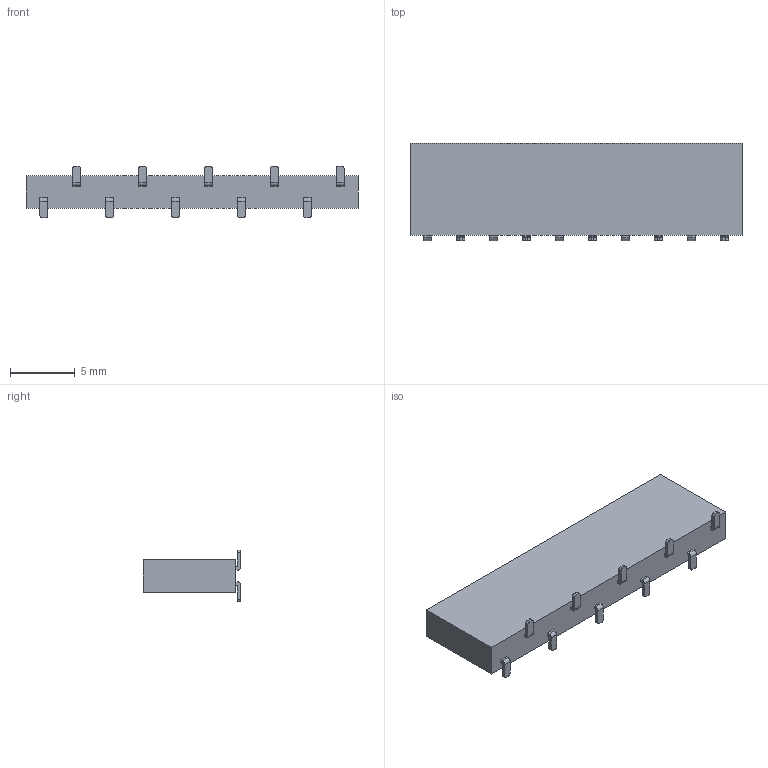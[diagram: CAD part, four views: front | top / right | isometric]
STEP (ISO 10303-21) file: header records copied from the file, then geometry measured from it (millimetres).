
FILE_DESCRIPTION( ('This file contains a STEP AP42 implementation' ,'as created by ZW3D STEP Interface translator.') ,'2;1' );
FILE_NAME( '2171-1XXMXXCUNX2.stp' ,'23 5 3. 85419', (''), ('ZWCAD Software Co.'), 'Version 1.0', 'ZW3D to STEP translator', '' );
FILE_SCHEMA(('AUTOMOTIVE_DESIGN { 1 0 10303 214 1 1 1 1 }'));
Length unit declared in the file: millimetre
Products named in the file (2): 0; 2171-120MXXCUNX1001
Bounding box: 25.6 x 7.5 x 4 mm (x, y, z)
Volume: 326.4 mm3; surface area: 1275.9 mm2
Topology: 1 solids, 1 shells, 1056 faces, 3036 edges, 2012 vertices
Faces by surface type: plane 716, cylinder 220, bspline 120
Entity records: 47294 total; most frequent: CARTESIAN_POINT 24495, ORIENTED_EDGE 6072, EDGE_CURVE 3036, B_SPLINE_CURVE_WITH_KNOTS 2774, DIRECTION 2176, VERTEX_POINT 2012, EDGE_LOOP 1086, FACE_OUTER_BOUND 1056
